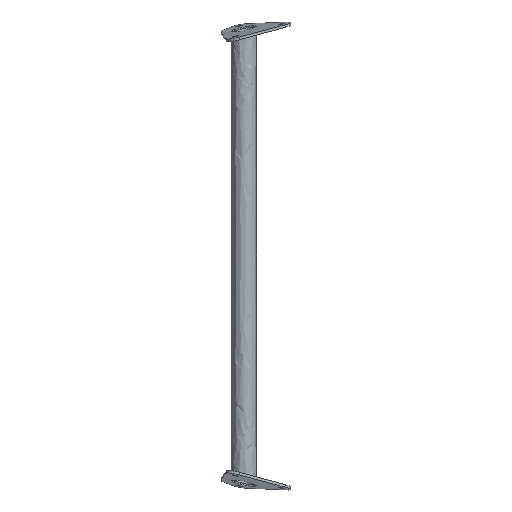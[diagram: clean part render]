
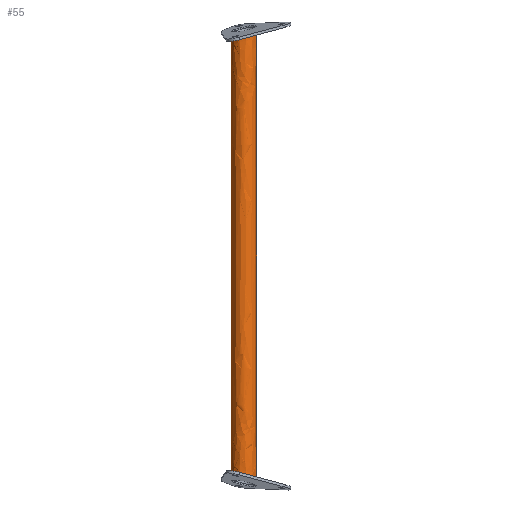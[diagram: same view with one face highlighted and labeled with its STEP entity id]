
A CAD part, front view. The second image highlights one B-rep face of the part: STEP entity #55.
In plain terms, the highlighted free-form (B-spline) face has degree [2, 1] with [9, 2] control points.
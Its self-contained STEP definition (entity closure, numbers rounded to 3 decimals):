
#55=ADVANCED_FACE('',(#115),#708,.T.);
#115=FACE_OUTER_BOUND('',#174,.T.);
#174=EDGE_LOOP('',(#376,#377,#378,#379));
#376=ORIENTED_EDGE('',*,*,#496,.T.);
#377=ORIENTED_EDGE('',*,*,#492,.F.);
#378=ORIENTED_EDGE('',*,*,#497,.T.);
#379=ORIENTED_EDGE('',*,*,#498,.T.);
#492=EDGE_CURVE('',#676,#677,#600,.T.);
#496=EDGE_CURVE('',#680,#677,#604,.T.);
#497=EDGE_CURVE('',#676,#681,#605,.T.);
#498=EDGE_CURVE('',#681,#680,#606,.T.);
#600=B_SPLINE_CURVE_WITH_KNOTS('',3,(#1782,#1783,#1784,#1785,#1786,#1787,
#1788,#1789,#1790,#1791,#1792,#1793,#1794),.UNSPECIFIED.,.F.,.F.,(4,1,1,
1,1,1,1,1,1,1,4),(-1.,-0.875,-0.75,-0.625,-0.563,-0.5,-0.438,-0.375,-0.25,
-0.125,0.),.UNSPECIFIED.);
#604=B_SPLINE_CURVE_WITH_KNOTS('',1,(#1830,#1831),.UNSPECIFIED.,.F.,.F.,
(2,2),(-727.76,0.),.UNSPECIFIED.);
#605=B_SPLINE_CURVE_WITH_KNOTS('',1,(#1832,#1833),.UNSPECIFIED.,.F.,.F.,
(2,2),(-711.489,0.),.UNSPECIFIED.);
#606=B_SPLINE_CURVE_WITH_KNOTS('',3,(#1834,#1835,#1836,#1837,#1838,#1839,
#1840,#1841,#1842,#1843,#1844,#1845,#1846),.UNSPECIFIED.,.F.,.F.,(4,1,1,
1,1,1,1,1,1,1,4),(-1.,-0.875,-0.75,-0.625,-0.563,-0.5,-0.438,-0.375,-0.25,
-0.125,0.),.UNSPECIFIED.);
#676=VERTEX_POINT('',#1774);
#677=VERTEX_POINT('',#1775);
#680=VERTEX_POINT('',#1778);
#681=VERTEX_POINT('',#1779);
#708=(
BOUNDED_SURFACE()
B_SPLINE_SURFACE(2,1,((#1701,#1702),(#1703,#1704),(#1705,#1706),(#1707,
#1708),(#1709,#1710),(#1711,#1712),(#1713,#1714),(#1715,#1716),(#1717,#1718)),
 .UNSPECIFIED.,.T.,.F.,.F.)
B_SPLINE_SURFACE_WITH_KNOTS((3,2,2,2,3),(2,2),(0.,1.571,3.142,
4.712,6.283),(0.,875.982),.UNSPECIFIED.)
GEOMETRIC_REPRESENTATION_ITEM()
RATIONAL_B_SPLINE_SURFACE(((1.,1.),(0.707,0.707),
(1.,1.),(0.707,0.707),(1.,1.),(0.707,
0.707),(1.,1.),(0.707,0.707),(1.,1.)))
REPRESENTATION_ITEM('')
SURFACE()
);
#1701=CARTESIAN_POINT('',(0.,20.,-437.991));
#1702=CARTESIAN_POINT('',(0.,20.,437.991));
#1703=CARTESIAN_POINT('',(-20.,20.,-437.991));
#1704=CARTESIAN_POINT('',(-20.,20.,437.991));
#1705=CARTESIAN_POINT('',(-20.,0.,-437.991));
#1706=CARTESIAN_POINT('',(-20.,0.,437.991));
#1707=CARTESIAN_POINT('',(-20.,-20.,-437.991));
#1708=CARTESIAN_POINT('',(-20.,-20.,437.991));
#1709=CARTESIAN_POINT('',(0.,-20.,-437.991));
#1710=CARTESIAN_POINT('',(0.,-20.,437.991));
#1711=CARTESIAN_POINT('',(20.,-20.,-437.991));
#1712=CARTESIAN_POINT('',(20.,-20.,437.991));
#1713=CARTESIAN_POINT('',(20.,0.,-437.991));
#1714=CARTESIAN_POINT('',(20.,0.,437.991));
#1715=CARTESIAN_POINT('',(20.,20.,-437.991));
#1716=CARTESIAN_POINT('',(20.,20.,437.991));
#1717=CARTESIAN_POINT('',(0.,20.,-437.991));
#1718=CARTESIAN_POINT('',(0.,20.,437.991));
#1774=CARTESIAN_POINT('',(-20.,0.,355.744));
#1775=CARTESIAN_POINT('',(20.,0.,363.88));
#1778=CARTESIAN_POINT('',(20.,0.,-363.88));
#1779=CARTESIAN_POINT('',(-20.,0.,-355.744));
#1782=CARTESIAN_POINT('',(-20.,0.,355.744));
#1783=CARTESIAN_POINT('',(-20.,-2.357,355.378));
#1784=CARTESIAN_POINT('',(-19.147,-7.449,354.76));
#1785=CARTESIAN_POINT('',(-14.561,-14.565,354.586));
#1786=CARTESIAN_POINT('',(-8.645,-18.38,355.195));
#1787=CARTESIAN_POINT('',(-3.612,-19.79,356.));
#1788=CARTESIAN_POINT('',(0.,-20.105,356.686));
#1789=CARTESIAN_POINT('',(3.612,-19.79,357.469));
#1790=CARTESIAN_POINT('',(8.645,-18.38,358.712));
#1791=CARTESIAN_POINT('',(14.561,-14.565,360.509));
#1792=CARTESIAN_POINT('',(19.147,-7.449,362.548));
#1793=CARTESIAN_POINT('',(20.,-2.357,363.513));
#1794=CARTESIAN_POINT('',(20.,0.,363.88));
#1830=CARTESIAN_POINT('',(20.,0.,-363.88));
#1831=CARTESIAN_POINT('',(20.,0.,363.88));
#1832=CARTESIAN_POINT('',(-20.,0.,355.744));
#1833=CARTESIAN_POINT('',(-20.,0.,-355.744));
#1834=CARTESIAN_POINT('',(-20.,0.,-355.744));
#1835=CARTESIAN_POINT('',(-20.,-2.357,-355.378));
#1836=CARTESIAN_POINT('',(-19.147,-7.449,-354.76));
#1837=CARTESIAN_POINT('',(-14.561,-14.565,-354.586));
#1838=CARTESIAN_POINT('',(-8.645,-18.38,-355.195));
#1839=CARTESIAN_POINT('',(-3.612,-19.79,-356.));
#1840=CARTESIAN_POINT('',(0.,-20.105,-356.686));
#1841=CARTESIAN_POINT('',(3.612,-19.79,-357.469));
#1842=CARTESIAN_POINT('',(8.645,-18.38,-358.712));
#1843=CARTESIAN_POINT('',(14.561,-14.565,-360.509));
#1844=CARTESIAN_POINT('',(19.147,-7.449,-362.548));
#1845=CARTESIAN_POINT('',(20.,-2.357,-363.513));
#1846=CARTESIAN_POINT('',(20.,0.,-363.88));
